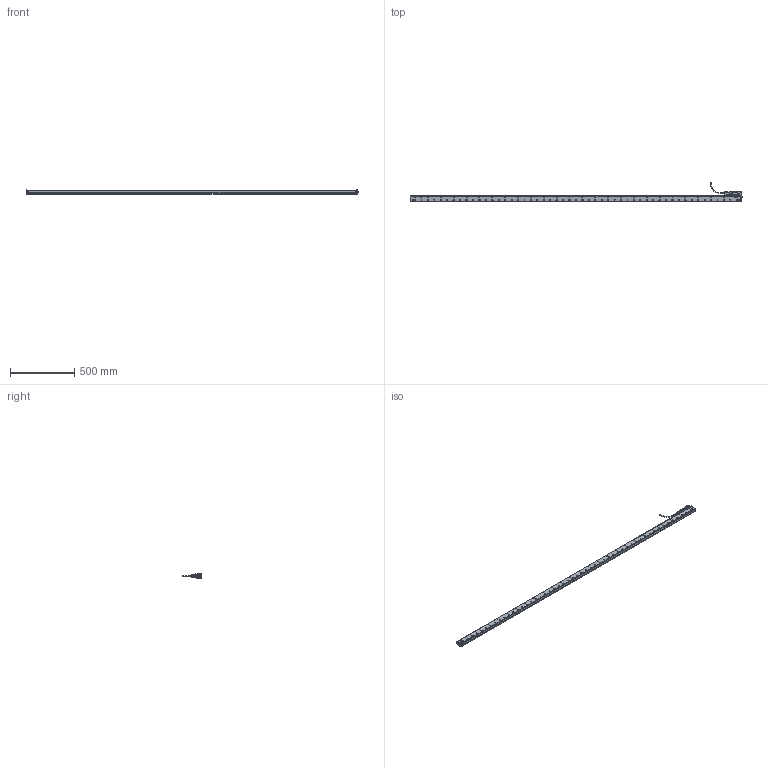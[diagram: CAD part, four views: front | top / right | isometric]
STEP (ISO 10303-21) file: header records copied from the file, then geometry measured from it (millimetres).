
FILE_DESCRIPTION(('CATIA V5 STEP'),'2;1');
FILE_NAME('SR67A-244-R.stp','2013-12-02T08:16:12+00:00',('none'),('none'),'CATIA Version 5 Release 19 SP 6 (IN-10)','CATIA V5 STEP AP214','none');
FILE_SCHEMA(('AUTOMOTIVE_DESIGN { 1 0 10303 214 1 1 1 1 }'));
Products named in the file (1): SR67A-244-R
Bounding box: 2579.5 x 153.8 x 31.5 mm (x, y, z)
Volume: 3360402.2 mm3; surface area: 535686.2 mm2
Topology: 1 solids, 249 shells, 6457 faces, 17279 edges, 11462 vertices
Faces by surface type: plane 2825, cylinder 2604, cone 680, torus 261, sphere 43, bspline 33, extrusion 11
Entity records: 195018 total; most frequent: CARTESIAN_POINT 42709, ORIENTED_EDGE 34262, DIRECTION 25548, EDGE_CURVE 17131, AXIS2_PLACEMENT_3D 12124, VERTEX_POINT 11458, VECTOR 8695, LINE 8684
